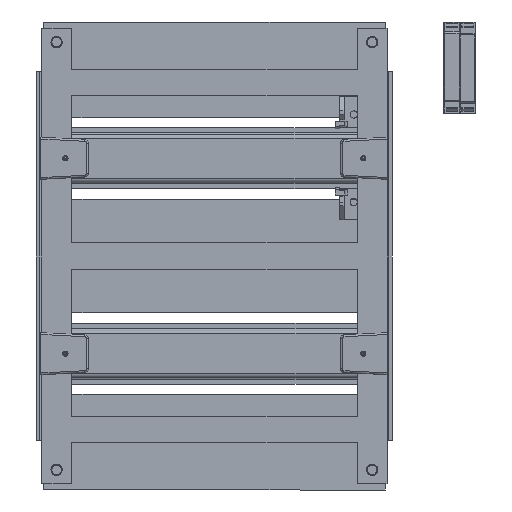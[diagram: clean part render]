
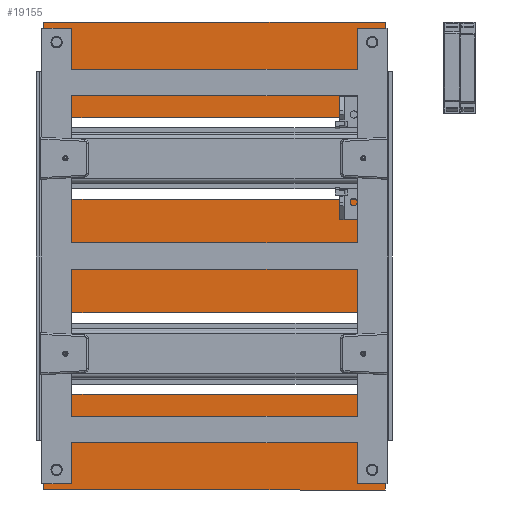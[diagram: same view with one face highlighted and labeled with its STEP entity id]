
A CAD part, front view. The second image highlights one B-rep face of the part: STEP entity #19155.
In plain terms, the highlighted face is planar.
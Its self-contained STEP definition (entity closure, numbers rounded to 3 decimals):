
#1184=FACE_BOUND('',#4243,.T.);
#1185=FACE_BOUND('',#4244,.T.);
#1186=FACE_BOUND('',#4245,.T.);
#1187=FACE_BOUND('',#4246,.T.);
#1188=FACE_BOUND('',#4247,.T.);
#1189=FACE_BOUND('',#4248,.T.);
#1956=CIRCLE('',#21158,2.1);
#1957=CIRCLE('',#21159,2.1);
#1958=CIRCLE('',#21160,2.1);
#1959=CIRCLE('',#21161,2.1);
#3031=FACE_OUTER_BOUND('',#4242,.T.);
#4242=EDGE_LOOP('',(#17249,#17250,#17251,#17252,#17253,#17254,#17255,#17256,
#17257,#17258,#17259,#17260,#17261,#17262,#17263,#17264,#17265,#17266,#17267,
#17268));
#4243=EDGE_LOOP('',(#17269));
#4244=EDGE_LOOP('',(#17270));
#4245=EDGE_LOOP('',(#17271));
#4246=EDGE_LOOP('',(#17272,#17273,#17274,#17275));
#4247=EDGE_LOOP('',(#17276,#17277,#17278,#17279));
#4248=EDGE_LOOP('',(#17280));
#5812=LINE('',#44111,#7454);
#5813=LINE('',#44113,#7455);
#5814=LINE('',#44115,#7456);
#5815=LINE('',#44117,#7457);
#5816=LINE('',#44119,#7458);
#5817=LINE('',#44121,#7459);
#5818=LINE('',#44123,#7460);
#5819=LINE('',#44125,#7461);
#5820=LINE('',#44127,#7462);
#5821=LINE('',#44129,#7463);
#5822=LINE('',#44131,#7464);
#5823=LINE('',#44133,#7465);
#5824=LINE('',#44135,#7466);
#5825=LINE('',#44137,#7467);
#5826=LINE('',#44139,#7468);
#5827=LINE('',#44141,#7469);
#5828=LINE('',#44143,#7470);
#5829=LINE('',#44145,#7471);
#5830=LINE('',#44147,#7472);
#5831=LINE('',#44148,#7473);
#5832=LINE('',#44157,#7474);
#5833=LINE('',#44159,#7475);
#5834=LINE('',#44161,#7476);
#5835=LINE('',#44162,#7477);
#5836=LINE('',#44165,#7478);
#5837=LINE('',#44167,#7479);
#5838=LINE('',#44169,#7480);
#5839=LINE('',#44170,#7481);
#7454=VECTOR('',#26259,3.5);
#7455=VECTOR('',#26260,40.);
#7456=VECTOR('',#26261,246.);
#7457=VECTOR('',#26262,40.);
#7458=VECTOR('',#26263,3.5);
#7459=VECTOR('',#26264,129.);
#7460=VECTOR('',#26265,10.);
#7461=VECTOR('',#26266,25.);
#7462=VECTOR('',#26267,10.);
#7463=VECTOR('',#26268,129.);
#7464=VECTOR('',#26269,3.5);
#7465=VECTOR('',#26270,40.);
#7466=VECTOR('',#26271,246.);
#7467=VECTOR('',#26272,40.);
#7468=VECTOR('',#26273,3.5);
#7469=VECTOR('',#26274,129.);
#7470=VECTOR('',#26275,10.);
#7471=VECTOR('',#26276,25.);
#7472=VECTOR('',#26277,10.);
#7473=VECTOR('',#26278,129.);
#7474=VECTOR('',#26285,216.);
#7475=VECTOR('',#26286,46.5);
#7476=VECTOR('',#26287,216.);
#7477=VECTOR('',#26288,46.5);
#7478=VECTOR('',#26289,216.);
#7479=VECTOR('',#26290,46.5);
#7480=VECTOR('',#26291,216.);
#7481=VECTOR('',#26292,46.5);
#9188=VERTEX_POINT('',#44109);
#9189=VERTEX_POINT('',#44110);
#9190=VERTEX_POINT('',#44112);
#9191=VERTEX_POINT('',#44114);
#9192=VERTEX_POINT('',#44116);
#9193=VERTEX_POINT('',#44118);
#9194=VERTEX_POINT('',#44120);
#9195=VERTEX_POINT('',#44122);
#9196=VERTEX_POINT('',#44124);
#9197=VERTEX_POINT('',#44126);
#9198=VERTEX_POINT('',#44128);
#9199=VERTEX_POINT('',#44130);
#9200=VERTEX_POINT('',#44132);
#9201=VERTEX_POINT('',#44134);
#9202=VERTEX_POINT('',#44136);
#9203=VERTEX_POINT('',#44138);
#9204=VERTEX_POINT('',#44140);
#9205=VERTEX_POINT('',#44142);
#9206=VERTEX_POINT('',#44144);
#9207=VERTEX_POINT('',#44146);
#9208=VERTEX_POINT('',#44149);
#9209=VERTEX_POINT('',#44151);
#9210=VERTEX_POINT('',#44153);
#9211=VERTEX_POINT('',#44155);
#9212=VERTEX_POINT('',#44156);
#9213=VERTEX_POINT('',#44158);
#9214=VERTEX_POINT('',#44160);
#9215=VERTEX_POINT('',#44163);
#9216=VERTEX_POINT('',#44164);
#9217=VERTEX_POINT('',#44166);
#9218=VERTEX_POINT('',#44168);
#9219=VERTEX_POINT('',#44171);
#11893=EDGE_CURVE('',#9188,#9189,#5812,.T.);
#11894=EDGE_CURVE('',#9190,#9189,#5813,.T.);
#11895=EDGE_CURVE('',#9191,#9190,#5814,.T.);
#11896=EDGE_CURVE('',#9191,#9192,#5815,.T.);
#11897=EDGE_CURVE('',#9193,#9192,#5816,.T.);
#11898=EDGE_CURVE('',#9194,#9193,#5817,.T.);
#11899=EDGE_CURVE('',#9194,#9195,#5818,.T.);
#11900=EDGE_CURVE('',#9195,#9196,#5819,.T.);
#11901=EDGE_CURVE('',#9197,#9196,#5820,.T.);
#11902=EDGE_CURVE('',#9198,#9197,#5821,.T.);
#11903=EDGE_CURVE('',#9198,#9199,#5822,.T.);
#11904=EDGE_CURVE('',#9200,#9199,#5823,.T.);
#11905=EDGE_CURVE('',#9201,#9200,#5824,.T.);
#11906=EDGE_CURVE('',#9201,#9202,#5825,.T.);
#11907=EDGE_CURVE('',#9203,#9202,#5826,.T.);
#11908=EDGE_CURVE('',#9204,#9203,#5827,.T.);
#11909=EDGE_CURVE('',#9204,#9205,#5828,.T.);
#11910=EDGE_CURVE('',#9205,#9206,#5829,.T.);
#11911=EDGE_CURVE('',#9207,#9206,#5830,.T.);
#11912=EDGE_CURVE('',#9188,#9207,#5831,.T.);
#11913=EDGE_CURVE('',#9208,#9208,#1956,.T.);
#11914=EDGE_CURVE('',#9209,#9209,#1957,.T.);
#11915=EDGE_CURVE('',#9210,#9210,#1958,.T.);
#11916=EDGE_CURVE('',#9211,#9212,#5832,.T.);
#11917=EDGE_CURVE('',#9213,#9211,#5833,.T.);
#11918=EDGE_CURVE('',#9214,#9213,#5834,.T.);
#11919=EDGE_CURVE('',#9212,#9214,#5835,.T.);
#11920=EDGE_CURVE('',#9215,#9216,#5836,.T.);
#11921=EDGE_CURVE('',#9217,#9215,#5837,.T.);
#11922=EDGE_CURVE('',#9218,#9217,#5838,.T.);
#11923=EDGE_CURVE('',#9216,#9218,#5839,.T.);
#11924=EDGE_CURVE('',#9219,#9219,#1959,.T.);
#17249=ORIENTED_EDGE('',*,*,#11893,.T.);
#17250=ORIENTED_EDGE('',*,*,#11894,.F.);
#17251=ORIENTED_EDGE('',*,*,#11895,.F.);
#17252=ORIENTED_EDGE('',*,*,#11896,.T.);
#17253=ORIENTED_EDGE('',*,*,#11897,.F.);
#17254=ORIENTED_EDGE('',*,*,#11898,.F.);
#17255=ORIENTED_EDGE('',*,*,#11899,.T.);
#17256=ORIENTED_EDGE('',*,*,#11900,.T.);
#17257=ORIENTED_EDGE('',*,*,#11901,.F.);
#17258=ORIENTED_EDGE('',*,*,#11902,.F.);
#17259=ORIENTED_EDGE('',*,*,#11903,.T.);
#17260=ORIENTED_EDGE('',*,*,#11904,.F.);
#17261=ORIENTED_EDGE('',*,*,#11905,.F.);
#17262=ORIENTED_EDGE('',*,*,#11906,.T.);
#17263=ORIENTED_EDGE('',*,*,#11907,.F.);
#17264=ORIENTED_EDGE('',*,*,#11908,.F.);
#17265=ORIENTED_EDGE('',*,*,#11909,.T.);
#17266=ORIENTED_EDGE('',*,*,#11910,.T.);
#17267=ORIENTED_EDGE('',*,*,#11911,.F.);
#17268=ORIENTED_EDGE('',*,*,#11912,.F.);
#17269=ORIENTED_EDGE('',*,*,#11913,.F.);
#17270=ORIENTED_EDGE('',*,*,#11914,.F.);
#17271=ORIENTED_EDGE('',*,*,#11915,.F.);
#17272=ORIENTED_EDGE('',*,*,#11916,.F.);
#17273=ORIENTED_EDGE('',*,*,#11917,.F.);
#17274=ORIENTED_EDGE('',*,*,#11918,.F.);
#17275=ORIENTED_EDGE('',*,*,#11919,.F.);
#17276=ORIENTED_EDGE('',*,*,#11920,.F.);
#17277=ORIENTED_EDGE('',*,*,#11921,.F.);
#17278=ORIENTED_EDGE('',*,*,#11922,.F.);
#17279=ORIENTED_EDGE('',*,*,#11923,.F.);
#17280=ORIENTED_EDGE('',*,*,#11924,.F.);
#18036=PLANE('',#21157);
#19155=ADVANCED_FACE('',(#3031,#1184,#1185,#1186,#1187,#1188,#1189),#18036,
 .F.);
#21157=AXIS2_PLACEMENT_3D('',#44108,#26257,#26258);
#21158=AXIS2_PLACEMENT_3D('',#44150,#26279,#26280);
#21159=AXIS2_PLACEMENT_3D('',#44152,#26281,#26282);
#21160=AXIS2_PLACEMENT_3D('',#44154,#26283,#26284);
#21161=AXIS2_PLACEMENT_3D('',#44172,#26293,#26294);
#26257=DIRECTION('center_axis',(0.,0.,1.));
#26258=DIRECTION('ref_axis',(1.,0.,0.));
#26259=DIRECTION('',(1.,0.,0.));
#26260=DIRECTION('',(0.,-1.,0.));
#26261=DIRECTION('',(-1.,0.,0.));
#26262=DIRECTION('',(0.,-1.,0.));
#26263=DIRECTION('',(-1.,0.,0.));
#26264=DIRECTION('',(0.,1.,0.));
#26265=DIRECTION('',(-1.,0.,0.));
#26266=DIRECTION('',(0.,-1.,0.));
#26267=DIRECTION('',(-1.,0.,0.));
#26268=DIRECTION('',(0.,1.,0.));
#26269=DIRECTION('',(-1.,0.,0.));
#26270=DIRECTION('',(0.,1.,0.));
#26271=DIRECTION('',(1.,0.,0.));
#26272=DIRECTION('',(0.,1.,0.));
#26273=DIRECTION('',(1.,0.,0.));
#26274=DIRECTION('',(0.,-1.,0.));
#26275=DIRECTION('',(1.,0.,0.));
#26276=DIRECTION('',(0.,1.,0.));
#26277=DIRECTION('',(1.,0.,0.));
#26278=DIRECTION('',(0.,-1.,0.));
#26279=DIRECTION('center_axis',(0.,0.,-1.));
#26280=DIRECTION('ref_axis',(1.,0.,0.));
#26281=DIRECTION('center_axis',(0.,0.,-1.));
#26282=DIRECTION('ref_axis',(1.,0.,0.));
#26283=DIRECTION('center_axis',(0.,0.,-1.));
#26284=DIRECTION('ref_axis',(1.,0.,0.));
#26285=DIRECTION('',(1.,0.,0.));
#26286=DIRECTION('',(0.,1.,0.));
#26287=DIRECTION('',(-1.,0.,0.));
#26288=DIRECTION('',(0.,-1.,0.));
#26289=DIRECTION('',(1.,0.,0.));
#26290=DIRECTION('',(0.,1.,0.));
#26291=DIRECTION('',(-1.,0.,0.));
#26292=DIRECTION('',(0.,-1.,0.));
#26293=DIRECTION('center_axis',(0.,0.,-1.));
#26294=DIRECTION('ref_axis',(1.,0.,0.));
#44108=CARTESIAN_POINT('Origin',(0.,0.,0.));
#44109=CARTESIAN_POINT('',(25.5,275.,0.));
#44110=CARTESIAN_POINT('',(29.,275.,0.));
#44111=CARTESIAN_POINT('',(0.,275.,0.));
#44112=CARTESIAN_POINT('',(29.,315.,0.));
#44113=CARTESIAN_POINT('',(29.,363.,0.));
#44114=CARTESIAN_POINT('',(224.,315.,0.));
#44115=CARTESIAN_POINT('',(249.5,315.,0.));
#44116=CARTESIAN_POINT('',(224.,275.,0.));
#44117=CARTESIAN_POINT('',(224.,363.,0.));
#44118=CARTESIAN_POINT('',(227.5,275.,0.));
#44119=CARTESIAN_POINT('',(253.,275.,0.));
#44120=CARTESIAN_POINT('',(227.5,194.,0.));
#44121=CARTESIAN_POINT('',(227.5,194.,0.));
#44122=CARTESIAN_POINT('',(217.5,194.,0.));
#44123=CARTESIAN_POINT('',(253.,194.,0.));
#44124=CARTESIAN_POINT('',(217.5,169.,0.));
#44125=CARTESIAN_POINT('',(217.5,194.,0.));
#44126=CARTESIAN_POINT('',(227.5,169.,0.));
#44127=CARTESIAN_POINT('',(253.,169.,0.));
#44128=CARTESIAN_POINT('',(227.5,88.,0.));
#44129=CARTESIAN_POINT('',(227.5,40.,0.));
#44130=CARTESIAN_POINT('',(224.,88.,0.));
#44131=CARTESIAN_POINT('',(253.,88.,0.));
#44132=CARTESIAN_POINT('',(224.,48.,0.));
#44133=CARTESIAN_POINT('',(224.,0.,0.));
#44134=CARTESIAN_POINT('',(29.,48.,0.));
#44135=CARTESIAN_POINT('',(3.5,48.,0.));
#44136=CARTESIAN_POINT('',(29.,88.,0.));
#44137=CARTESIAN_POINT('',(29.,0.,0.));
#44138=CARTESIAN_POINT('',(25.5,88.,0.));
#44139=CARTESIAN_POINT('',(0.,88.,0.));
#44140=CARTESIAN_POINT('',(25.5,169.,0.));
#44141=CARTESIAN_POINT('',(25.5,169.,0.));
#44142=CARTESIAN_POINT('',(35.5,169.,0.));
#44143=CARTESIAN_POINT('',(0.,169.,0.));
#44144=CARTESIAN_POINT('',(35.5,194.,0.));
#44145=CARTESIAN_POINT('',(35.5,169.,0.));
#44146=CARTESIAN_POINT('',(25.5,194.,0.));
#44147=CARTESIAN_POINT('',(0.,194.,0.));
#44148=CARTESIAN_POINT('',(25.5,323.,0.));
#44149=CARTESIAN_POINT('',(28.9,237.25,0.));
#44150=CARTESIAN_POINT('Origin',(31.,237.25,0.));
#44151=CARTESIAN_POINT('',(28.9,125.75,0.));
#44152=CARTESIAN_POINT('Origin',(31.,125.75,0.));
#44153=CARTESIAN_POINT('',(219.9,125.75,0.));
#44154=CARTESIAN_POINT('Origin',(222.,125.75,0.));
#44155=CARTESIAN_POINT('',(37.25,260.5,0.));
#44156=CARTESIAN_POINT('',(215.75,260.5,0.));
#44157=CARTESIAN_POINT('',(18.5,260.5,0.));
#44158=CARTESIAN_POINT('',(37.25,214.,0.));
#44159=CARTESIAN_POINT('',(37.25,220.75,0.));
#44160=CARTESIAN_POINT('',(215.75,214.,0.));
#44161=CARTESIAN_POINT('',(234.5,214.,0.));
#44162=CARTESIAN_POINT('',(215.75,267.25,0.));
#44163=CARTESIAN_POINT('',(37.25,149.,0.));
#44164=CARTESIAN_POINT('',(215.75,149.,0.));
#44165=CARTESIAN_POINT('',(18.5,149.,0.));
#44166=CARTESIAN_POINT('',(37.25,102.5,0.));
#44167=CARTESIAN_POINT('',(37.25,95.75,0.));
#44168=CARTESIAN_POINT('',(215.75,102.5,0.));
#44169=CARTESIAN_POINT('',(234.5,102.5,0.));
#44170=CARTESIAN_POINT('',(215.75,142.25,0.));
#44171=CARTESIAN_POINT('',(219.9,237.25,0.));
#44172=CARTESIAN_POINT('Origin',(222.,237.25,0.));
